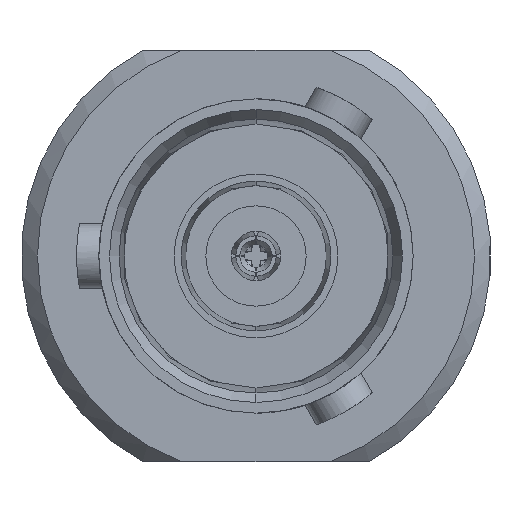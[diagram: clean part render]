
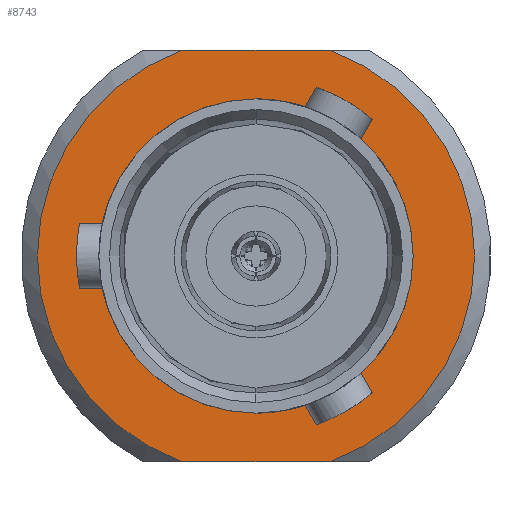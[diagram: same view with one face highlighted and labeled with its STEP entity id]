
A CAD part, left-side view. The second image highlights one B-rep face of the part: STEP entity #8743.
In plain terms, the highlighted face is planar.
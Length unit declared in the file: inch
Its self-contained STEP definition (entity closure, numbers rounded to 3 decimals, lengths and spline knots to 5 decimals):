
#606 = VECTOR ( 'NONE', #1674, 39.37008 ) ;
#641 = PLANE ( 'NONE',  #13655 ) ;
#894 = DIRECTION ( 'NONE',  ( -1., 0., 0. ) ) ;
#1206 = EDGE_CURVE ( 'NONE', #1620, #8319, #14116, .T. ) ;
#1457 = ORIENTED_EDGE ( 'NONE', *, *, #8047, .T. ) ;
#1620 = VERTEX_POINT ( 'NONE', #2430 ) ;
#1674 = DIRECTION ( 'NONE',  ( 0., -1., 0. ) ) ;
#2064 = FACE_BOUND ( 'NONE', #11613, .T. ) ;
#2430 = CARTESIAN_POINT ( 'NONE',  ( -0.45276, 0., -0.191 ) ) ;
#2639 = DIRECTION ( 'NONE',  ( 1., 0., 0. ) ) ;
#2977 = VERTEX_POINT ( 'NONE', #14358 ) ;
#3609 = DIRECTION ( 'NONE',  ( 0., 0., -1. ) ) ;
#4138 = DIRECTION ( 'NONE',  ( 0., 0., -1. ) ) ;
#4820 = LINE ( 'NONE', #11399, #16041 ) ;
#5346 = ORIENTED_EDGE ( 'NONE', *, *, #1206, .F. ) ;
#5976 = FACE_OUTER_BOUND ( 'NONE', #8899, .T. ) ;
#6389 = DIRECTION ( 'NONE',  ( 0., 0., -1. ) ) ;
#6759 = CARTESIAN_POINT ( 'NONE',  ( -0.45276, 0.26575, 0.25 ) ) ;
#6822 = EDGE_CURVE ( 'NONE', #10508, #2977, #14393, .T. ) ;
#7146 = DIRECTION ( 'NONE',  ( 0., 0., 1. ) ) ;
#7368 = CIRCLE ( 'NONE', #7902, 0.26575 ) ;
#7440 = CARTESIAN_POINT ( 'NONE',  ( -0.45276, 0., 0. ) ) ;
#7584 = CIRCLE ( 'NONE', #16339, 0.26575 ) ;
#7902 = AXIS2_PLACEMENT_3D ( 'NONE', #14026, #2639, #6389 ) ;
#8047 = EDGE_CURVE ( 'NONE', #13740, #11204, #4820, .T. ) ;
#8141 = CARTESIAN_POINT ( 'NONE',  ( -0.45276, 0.09012, 0.25 ) ) ;
#8319 = VERTEX_POINT ( 'NONE', #13132 ) ;
#8743 = ADVANCED_FACE ( 'NONE', ( #2064, #5976 ), #641, .F. ) ;
#8899 = EDGE_LOOP ( 'NONE', ( #15745, #1457, #16318, #10094 ) ) ;
#9350 = AXIS2_PLACEMENT_3D ( 'NONE', #15447, #10453, #4138 ) ;
#9545 = DIRECTION ( 'NONE',  ( 0., 0., -1. ) ) ;
#10094 = ORIENTED_EDGE ( 'NONE', *, *, #6822, .T. ) ;
#10453 = DIRECTION ( 'NONE',  ( 1., 0., 0. ) ) ;
#10508 = VERTEX_POINT ( 'NONE', #8141 ) ;
#10682 = CARTESIAN_POINT ( 'NONE',  ( -0.45276, -0.09012, -0.25 ) ) ;
#10880 = AXIS2_PLACEMENT_3D ( 'NONE', #7440, #15000, #3609 ) ;
#11082 = EDGE_CURVE ( 'NONE', #2977, #13740, #7584, .T. ) ;
#11204 = VERTEX_POINT ( 'NONE', #14614 ) ;
#11399 = CARTESIAN_POINT ( 'NONE',  ( -0.45276, 0.26575, -0.25 ) ) ;
#11613 = EDGE_LOOP ( 'NONE', ( #5346, #14571 ) ) ;
#12681 = EDGE_CURVE ( 'NONE', #8319, #1620, #13265, .T. ) ;
#13132 = CARTESIAN_POINT ( 'NONE',  ( -0.45276, 0., 0.191 ) ) ;
#13265 = CIRCLE ( 'NONE', #10880, 0.191 ) ;
#13456 = CARTESIAN_POINT ( 'NONE',  ( -0.45276, 0.26575, 0. ) ) ;
#13655 = AXIS2_PLACEMENT_3D ( 'NONE', #13456, #894, #7146 ) ;
#13740 = VERTEX_POINT ( 'NONE', #10682 ) ;
#14026 = CARTESIAN_POINT ( 'NONE',  ( -0.45276, 0., 0. ) ) ;
#14116 = CIRCLE ( 'NONE', #9350, 0.191 ) ;
#14358 = CARTESIAN_POINT ( 'NONE',  ( -0.45276, -0.09012, 0.25 ) ) ;
#14393 = LINE ( 'NONE', #6759, #606 ) ;
#14571 = ORIENTED_EDGE ( 'NONE', *, *, #12681, .F. ) ;
#14614 = CARTESIAN_POINT ( 'NONE',  ( -0.45276, 0.09012, -0.25 ) ) ;
#14859 = DIRECTION ( 'NONE',  ( 1., 0., 0. ) ) ;
#15000 = DIRECTION ( 'NONE',  ( 1., 0., 0. ) ) ;
#15447 = CARTESIAN_POINT ( 'NONE',  ( -0.45276, 0., 0. ) ) ;
#15745 = ORIENTED_EDGE ( 'NONE', *, *, #11082, .T. ) ;
#15942 = CARTESIAN_POINT ( 'NONE',  ( -0.45276, 0., 0. ) ) ;
#16041 = VECTOR ( 'NONE', #16454, 39.37008 ) ;
#16318 = ORIENTED_EDGE ( 'NONE', *, *, #16335, .T. ) ;
#16335 = EDGE_CURVE ( 'NONE', #11204, #10508, #7368, .T. ) ;
#16339 = AXIS2_PLACEMENT_3D ( 'NONE', #15942, #14859, #9545 ) ;
#16454 = DIRECTION ( 'NONE',  ( 0., 1., 0. ) ) ;
